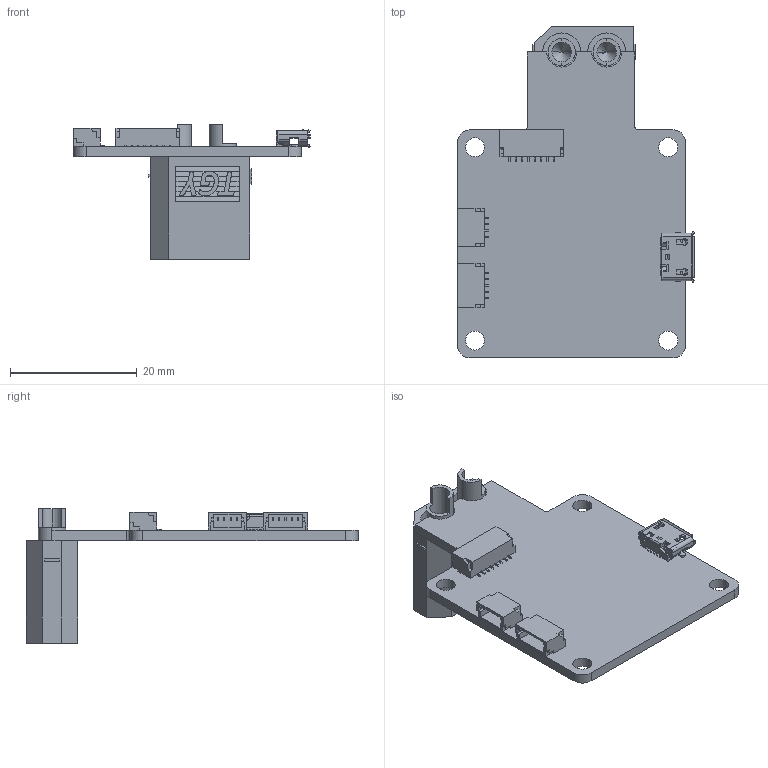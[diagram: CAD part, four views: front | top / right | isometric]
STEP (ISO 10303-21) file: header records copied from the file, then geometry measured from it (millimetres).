
FILE_DESCRIPTION (( 'STEP AP203' ), '1' );
FILE_NAME ('HGLRC.STEP', '2016-10-18T17:57:17', ( '' ), ( '' ), 'SwSTEP 2.0', 'SolidWorks 2015', '' );
FILE_SCHEMA (( 'CONFIG_CONTROL_DESIGN' ));
Length unit declared in the file: millimetre
Products named in the file (9): micro_usb_47346-0001; SM04B-SRSS-TB; SM08B-SRSS-TB; SM05B-SRSS-TB; PinoXT-60_Macho_Valor predeterminado; HGLRCPCB; HGLRC; XT-60_Macho_Valor predeterminado
Assembly tree (9 placements, depth 3):
  HGLRC
    HGLRCPCB
    micro_usb_47346-0001
    SM04B-SRSS-TB
    SM05B-SRSS-TB
    SM08B-SRSS-TB
    XT-60_Macho_Valor predeterminado
      XT-60_Macho_Valor predeterminado
      PinoXT-60_Macho_Valor predeterminado  x2
Bounding box: 37.4 x 52.4 x 21.2 mm (x, y, z)
Volume: 3672.4 mm3; surface area: 6480.9 mm2
Topology: 8 solids, 8 shells, 1122 faces, 3170 edges, 2086 vertices
Faces by surface type: plane 842, cylinder 205, bspline 47, cone 14, torus 10, sphere 4
Entity records: 37687 total; most frequent: CARTESIAN_POINT 8866, ORIENTED_EDGE 6108, DIRECTION 5322, EDGE_CURVE 3054, VECTOR 2496, LINE 2496, VERTEX_POINT 2015, AXIS2_PLACEMENT_3D 1413
